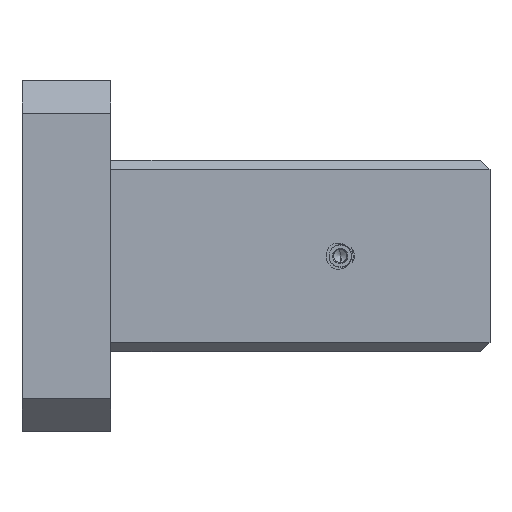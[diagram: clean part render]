
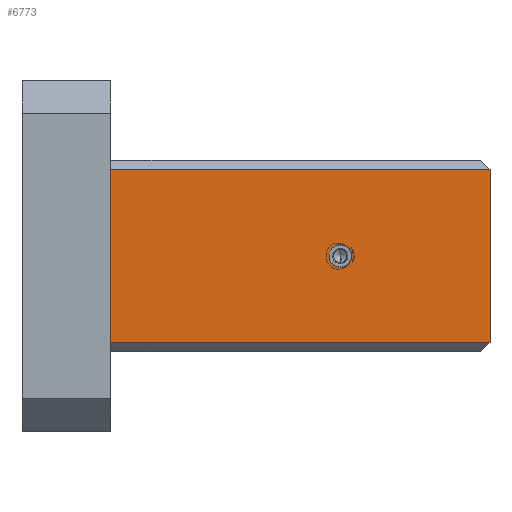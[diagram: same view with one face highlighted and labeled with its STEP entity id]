
A CAD part, front view. The second image highlights one B-rep face of the part: STEP entity #6773.
In plain terms, the highlighted planar face has unit normal (0, -1, 0).
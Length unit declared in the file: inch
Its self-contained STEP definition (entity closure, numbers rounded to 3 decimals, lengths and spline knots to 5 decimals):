
#179 = LINE ( 'NONE', #8412, #6070 ) ;
#330 = VERTEX_POINT ( 'NONE', #4420 ) ;
#382 = EDGE_CURVE ( 'NONE', #330, #725, #6284, .T. ) ;
#520 = DIRECTION ( 'NONE',  ( 0., -1., 0. ) ) ;
#589 = AXIS2_PLACEMENT_3D ( 'NONE', #8113, #8859, #4668 ) ;
#725 = VERTEX_POINT ( 'NONE', #8073 ) ;
#782 = CARTESIAN_POINT ( 'NONE',  ( 0.04786, -0.1677, 0.08335 ) ) ;
#895 = VECTOR ( 'NONE', #5081, 39.37008 ) ;
#1000 = EDGE_LOOP ( 'NONE', ( #2062, #5917 ) ) ;
#1034 = FACE_OUTER_BOUND ( 'NONE', #2392, .T. ) ;
#1485 = DIRECTION ( 'NONE',  ( 1., 0., 0. ) ) ;
#1839 = CARTESIAN_POINT ( 'NONE',  ( -0.76214, -0.1677, 0.45335 ) ) ;
#1945 = DIRECTION ( 'NONE',  ( 0., 0., -1. ) ) ;
#2062 = ORIENTED_EDGE ( 'NONE', *, *, #3716, .F. ) ;
#2092 = DIRECTION ( 'NONE',  ( -1., 0., 0. ) ) ;
#2392 = EDGE_LOOP ( 'NONE', ( #7569, #8238, #5653, #6146 ) ) ;
#2601 = LINE ( 'NONE', #3504, #4387 ) ;
#2896 = FACE_BOUND ( 'NONE', #1000, .T. ) ;
#2985 = CARTESIAN_POINT ( 'NONE',  ( -0.76214, -0.1677, -0.10665 ) ) ;
#3017 = EDGE_CURVE ( 'NONE', #7537, #6703, #6337, .T. ) ;
#3140 = AXIS2_PLACEMENT_3D ( 'NONE', #7454, #520, #1945 ) ;
#3504 = CARTESIAN_POINT ( 'NONE',  ( 0.04786, -0.1677, 0.45335 ) ) ;
#3606 = VERTEX_POINT ( 'NONE', #7325 ) ;
#3627 = CARTESIAN_POINT ( 'NONE',  ( 0.04786, -0.1677, -0.10665 ) ) ;
#3716 = EDGE_CURVE ( 'NONE', #725, #330, #8028, .T. ) ;
#3765 = EDGE_CURVE ( 'NONE', #3606, #6703, #2601, .T. ) ;
#4069 = VERTEX_POINT ( 'NONE', #782 ) ;
#4387 = VECTOR ( 'NONE', #2092, 39.37008 ) ;
#4420 = CARTESIAN_POINT ( 'NONE',  ( -0.27214, -0.1677, 0.2918 ) ) ;
#4668 = DIRECTION ( 'NONE',  ( -1., 0., 0. ) ) ;
#4950 = VECTOR ( 'NONE', #5172, 39.37008 ) ;
#5081 = DIRECTION ( 'NONE',  ( 0., 0., 1. ) ) ;
#5117 = DIRECTION ( 'NONE',  ( 0., -1., 0. ) ) ;
#5172 = DIRECTION ( 'NONE',  ( 0., 0., 1. ) ) ;
#5461 = PLANE ( 'NONE',  #589 ) ;
#5653 = ORIENTED_EDGE ( 'NONE', *, *, #3017, .F. ) ;
#5807 = DIRECTION ( 'NONE',  ( 0., 0., -1. ) ) ;
#5917 = ORIENTED_EDGE ( 'NONE', *, *, #382, .F. ) ;
#6070 = VECTOR ( 'NONE', #1485, 39.37008 ) ;
#6144 = CARTESIAN_POINT ( 'NONE',  ( -0.76214, -0.1677, 0.08335 ) ) ;
#6146 = ORIENTED_EDGE ( 'NONE', *, *, #6943, .T. ) ;
#6284 = CIRCLE ( 'NONE', #7987, 0.02345 ) ;
#6337 = LINE ( 'NONE', #2985, #4950 ) ;
#6703 = VERTEX_POINT ( 'NONE', #1839 ) ;
#6773 = ADVANCED_FACE ( 'NONE', ( #2896, #1034 ), #5461, .F. ) ;
#6943 = EDGE_CURVE ( 'NONE', #7537, #4069, #179, .T. ) ;
#7092 = LINE ( 'NONE', #3627, #895 ) ;
#7325 = CARTESIAN_POINT ( 'NONE',  ( 0.04786, -0.1677, 0.45335 ) ) ;
#7454 = CARTESIAN_POINT ( 'NONE',  ( -0.27214, -0.1677, 0.26835 ) ) ;
#7537 = VERTEX_POINT ( 'NONE', #6144 ) ;
#7569 = ORIENTED_EDGE ( 'NONE', *, *, #8450, .T. ) ;
#7987 = AXIS2_PLACEMENT_3D ( 'NONE', #8530, #5117, #5807 ) ;
#8028 = CIRCLE ( 'NONE', #3140, 0.02345 ) ;
#8073 = CARTESIAN_POINT ( 'NONE',  ( -0.27214, -0.1677, 0.2449 ) ) ;
#8113 = CARTESIAN_POINT ( 'NONE',  ( 0.04786, -0.1677, -0.10665 ) ) ;
#8238 = ORIENTED_EDGE ( 'NONE', *, *, #3765, .T. ) ;
#8412 = CARTESIAN_POINT ( 'NONE',  ( 0.04786, -0.1677, 0.08335 ) ) ;
#8450 = EDGE_CURVE ( 'NONE', #4069, #3606, #7092, .T. ) ;
#8530 = CARTESIAN_POINT ( 'NONE',  ( -0.27214, -0.1677, 0.26835 ) ) ;
#8859 = DIRECTION ( 'NONE',  ( 0., 1., 0. ) ) ;
